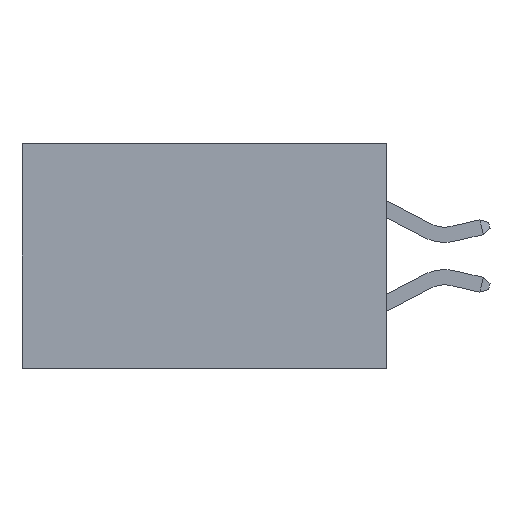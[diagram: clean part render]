
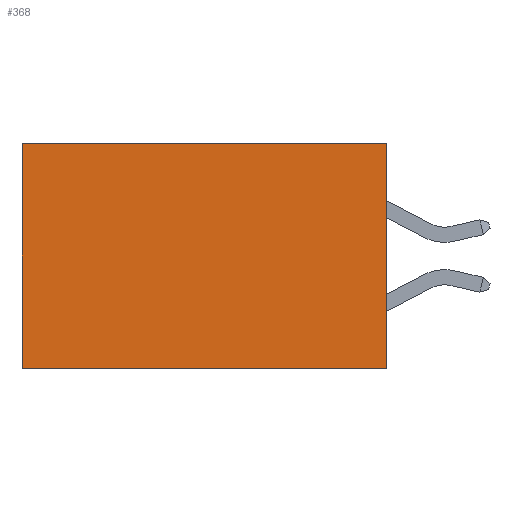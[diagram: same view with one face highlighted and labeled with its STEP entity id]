
A CAD part, left-side view. The second image highlights one B-rep face of the part: STEP entity #368.
In plain terms, the highlighted planar face has unit normal (-1, 0, 0).
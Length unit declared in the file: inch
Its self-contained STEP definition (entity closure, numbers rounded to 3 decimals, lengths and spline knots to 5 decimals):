
#81 = DIRECTION ( 'NONE',  ( 0., 0., -1. ) ) ;
#351 = CARTESIAN_POINT ( 'NONE',  ( 0.298, 0., -0.37 ) ) ;
#368 = ADVANCED_FACE ( 'NONE', ( #7035 ), #7166, .F. ) ;
#428 = ORIENTED_EDGE ( 'NONE', *, *, #5305, .F. ) ;
#465 = ORIENTED_EDGE ( 'NONE', *, *, #1965, .F. ) ;
#507 = ORIENTED_EDGE ( 'NONE', *, *, #5484, .T. ) ;
#550 = VERTEX_POINT ( 'NONE', #8718 ) ;
#606 = DIRECTION ( 'NONE',  ( 0., 0., -1. ) ) ;
#1083 = DIRECTION ( 'NONE',  ( 0., 1., 0. ) ) ;
#1792 = LINE ( 'NONE', #4246, #7169 ) ;
#1965 = EDGE_CURVE ( 'NONE', #550, #8031, #7101, .T. ) ;
#2061 = VERTEX_POINT ( 'NONE', #4883 ) ;
#2463 = DIRECTION ( 'NONE',  ( 0., 0., -1. ) ) ;
#2680 = AXIS2_PLACEMENT_3D ( 'NONE', #8593, #7205, #606 ) ;
#3855 = CARTESIAN_POINT ( 'NONE',  ( 0.298, 0.6, 0. ) ) ;
#4246 = CARTESIAN_POINT ( 'NONE',  ( 0.298, 0., 0. ) ) ;
#4479 = VECTOR ( 'NONE', #2463, 39.37008 ) ;
#4817 = VECTOR ( 'NONE', #81, 39.37008 ) ;
#4883 = CARTESIAN_POINT ( 'NONE',  ( 0.298, 0., 0. ) ) ;
#4928 = LINE ( 'NONE', #8002, #4817 ) ;
#4960 = DIRECTION ( 'NONE',  ( 0., 1., 0. ) ) ;
#5248 = CARTESIAN_POINT ( 'NONE',  ( 0.298, 0.6, 0. ) ) ;
#5305 = EDGE_CURVE ( 'NONE', #2061, #550, #4928, .T. ) ;
#5484 = EDGE_CURVE ( 'NONE', #2061, #8704, #1792, .T. ) ;
#5872 = EDGE_CURVE ( 'NONE', #8704, #8031, #7957, .T. ) ;
#6464 = ORIENTED_EDGE ( 'NONE', *, *, #5872, .T. ) ;
#6726 = CARTESIAN_POINT ( 'NONE',  ( 0.298, 0.6, -0.37 ) ) ;
#6824 = EDGE_LOOP ( 'NONE', ( #6464, #465, #428, #507 ) ) ;
#7035 = FACE_OUTER_BOUND ( 'NONE', #6824, .T. ) ;
#7101 = LINE ( 'NONE', #351, #7542 ) ;
#7166 = PLANE ( 'NONE',  #2680 ) ;
#7169 = VECTOR ( 'NONE', #4960, 39.37008 ) ;
#7205 = DIRECTION ( 'NONE',  ( 1., 0., 0. ) ) ;
#7542 = VECTOR ( 'NONE', #1083, 39.37008 ) ;
#7957 = LINE ( 'NONE', #3855, #4479 ) ;
#8002 = CARTESIAN_POINT ( 'NONE',  ( 0.298, 0., 0. ) ) ;
#8031 = VERTEX_POINT ( 'NONE', #6726 ) ;
#8593 = CARTESIAN_POINT ( 'NONE',  ( 0.298, 0., 0. ) ) ;
#8704 = VERTEX_POINT ( 'NONE', #5248 ) ;
#8718 = CARTESIAN_POINT ( 'NONE',  ( 0.298, 0., -0.37 ) ) ;
